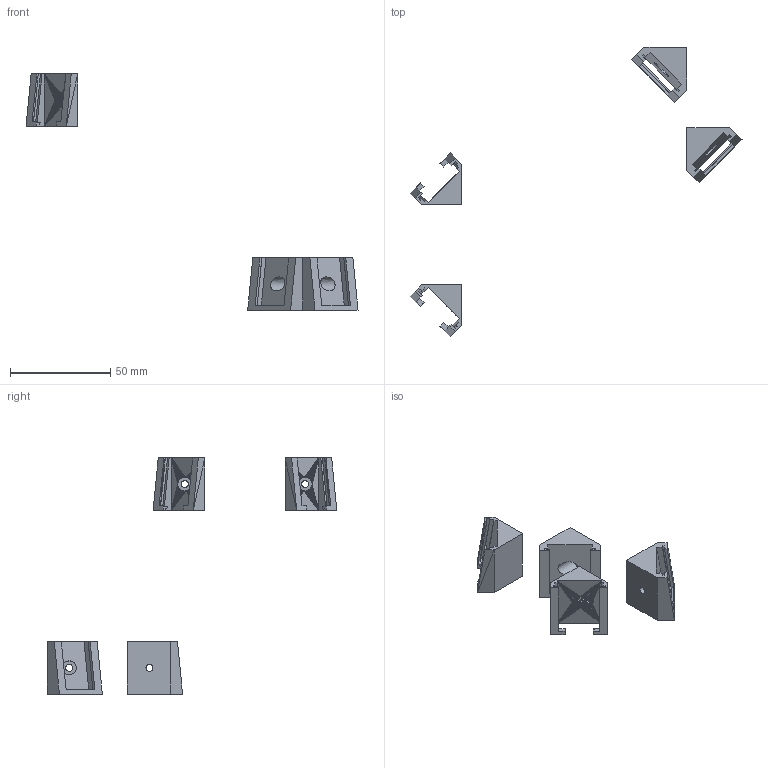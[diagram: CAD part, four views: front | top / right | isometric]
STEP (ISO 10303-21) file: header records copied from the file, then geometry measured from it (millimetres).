
FILE_DESCRIPTION(/* description */ (''),/* implementation_level */ '2;1');
FILE_NAME(/* name */ 'Camera Module 3 Mount.step',/* time_stamp */ '2023-07-13T14:47:41-04:00',/* author */ (''),/* organization */ (''),/* preprocessor_version */ 'ST-DEVELOPER v19.2',/* originating_system */ 'Autodesk Translation Framework v12.6.0.85',/* authorisation */ '');
FILE_SCHEMA (('AUTOMOTIVE_DESIGN { 1 0 10303 214 3 1 1 }'));
Length unit declared in the file: millimetre
Products named in the file (1): VoronZPiCamMount11
Bounding box: 165.54 x 144.41 x 117.7 mm (x, y, z)
Volume: 25907.6 mm3; surface area: 14363.1 mm2
Topology: 4 solids, 4 shells, 1058 faces, 2034 edges, 984 vertices
Faces by surface type: plane 1054, cylinder 4
Full cylindrical faces by diameter (mm): 3.5 x2, 7 x2
Entity records: 24752 total; most frequent: DIRECTION 4160, CARTESIAN_POINT 4077, ORIENTED_EDGE 4068, EDGE_CURVE 2034, LINE 2026, VECTOR 2026, EDGE_LOOP 1070, AXIS2_PLACEMENT_3D 1067
